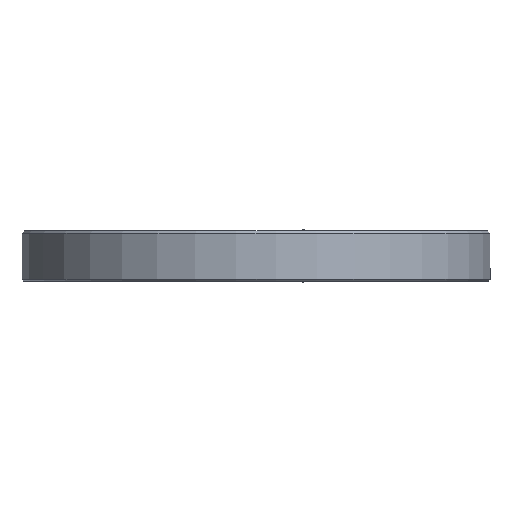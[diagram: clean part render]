
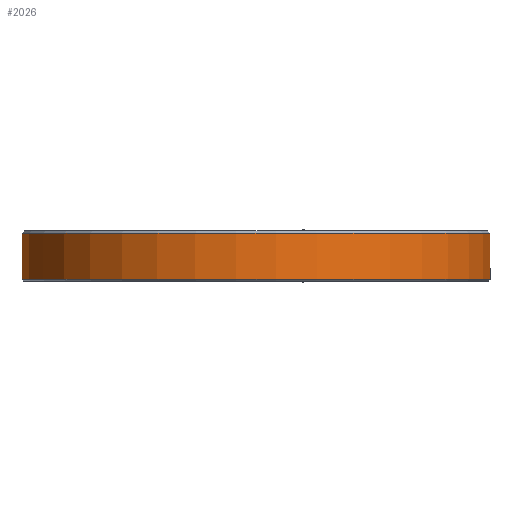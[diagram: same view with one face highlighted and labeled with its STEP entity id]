
A CAD part, front view. The second image highlights one B-rep face of the part: STEP entity #2026.
In plain terms, the highlighted cylindrical face has radius 25.04 mm (diameter 50.08 mm), a partial arc.
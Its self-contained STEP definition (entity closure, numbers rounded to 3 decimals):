
#68=CYLINDRICAL_SURFACE('',#2219,25.04);
#223=LINE('',#3344,#373);
#224=LINE('',#3348,#374);
#373=VECTOR('',#2636,10.);
#374=VECTOR('',#2641,10.);
#492=FACE_OUTER_BOUND('',#624,.T.);
#624=EDGE_LOOP('',(#1515,#1516,#1517,#1518));
#734=CIRCLE('',#2202,25.04);
#742=CIRCLE('',#2220,25.04);
#892=VERTEX_POINT('',#3271);
#894=VERTEX_POINT('',#3277);
#908=VERTEX_POINT('',#3343);
#909=VERTEX_POINT('',#3347);
#1109=EDGE_CURVE('',#894,#892,#734,.T.);
#1131=EDGE_CURVE('',#892,#908,#223,.T.);
#1133=EDGE_CURVE('',#909,#894,#224,.T.);
#1134=EDGE_CURVE('',#908,#909,#742,.T.);
#1515=ORIENTED_EDGE('',*,*,#1109,.F.);
#1516=ORIENTED_EDGE('',*,*,#1133,.F.);
#1517=ORIENTED_EDGE('',*,*,#1134,.F.);
#1518=ORIENTED_EDGE('',*,*,#1131,.F.);
#2026=ADVANCED_FACE('',(#492),#68,.T.);
#2202=AXIS2_PLACEMENT_3D('',#3279,#2592,#2593);
#2219=AXIS2_PLACEMENT_3D('',#3346,#2639,#2640);
#2220=AXIS2_PLACEMENT_3D('',#3349,#2642,#2643);
#2592=DIRECTION('center_axis',(0.,0.,-1.));
#2593=DIRECTION('ref_axis',(1.,0.,0.));
#2636=DIRECTION('',(0.,0.,1.));
#2639=DIRECTION('center_axis',(0.,0.,1.));
#2640=DIRECTION('ref_axis',(0.,-1.,0.));
#2641=DIRECTION('',(0.,0.,-1.));
#2642=DIRECTION('center_axis',(0.,0.,1.));
#2643=DIRECTION('ref_axis',(1.,0.,0.));
#3271=CARTESIAN_POINT('',(-6.65,24.141,0.2));
#3277=CARTESIAN_POINT('',(6.65,24.141,0.2));
#3279=CARTESIAN_POINT('Origin',(0.,0.,0.2));
#3343=CARTESIAN_POINT('',(-6.65,24.141,5.1));
#3344=CARTESIAN_POINT('',(-6.65,24.141,0.));
#3346=CARTESIAN_POINT('Origin',(0.,0.,0.));
#3347=CARTESIAN_POINT('',(6.65,24.141,5.1));
#3348=CARTESIAN_POINT('',(6.65,24.141,0.));
#3349=CARTESIAN_POINT('Origin',(0.,0.,5.1));
